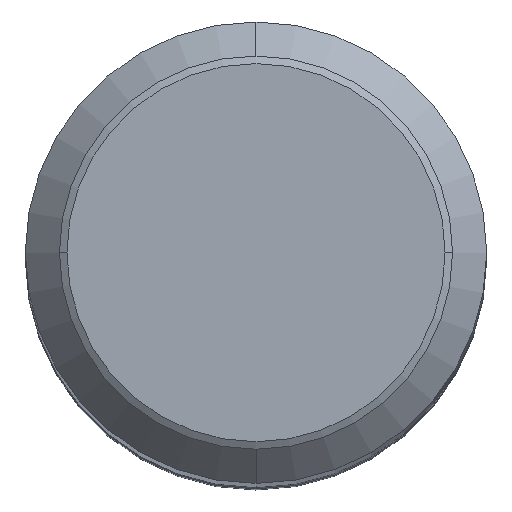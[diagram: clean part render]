
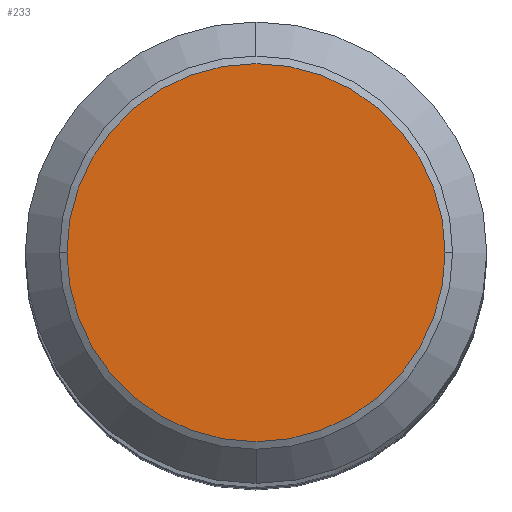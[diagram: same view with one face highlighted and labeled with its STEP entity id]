
A CAD part, top view. The second image highlights one B-rep face of the part: STEP entity #233.
In plain terms, the highlighted planar face has unit normal (0, 0, 1).
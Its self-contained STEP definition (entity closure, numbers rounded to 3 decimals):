
#147=EDGE_CURVE('',#179,#199,#341,.T.);
#155=EDGE_CURVE('',#199,#179,#350,.T.);
#179=VERTEX_POINT('',#377);
#199=VERTEX_POINT('',#399);
#233=ADVANCED_FACE('',(#437),#438,.T.);
#341=CIRCLE('',#552,2.459);
#350=CIRCLE('',#564,2.459);
#377=CARTESIAN_POINT('',(2.459,0.,41.5));
#399=CARTESIAN_POINT('',(-2.459,0.,41.5));
#437=FACE_OUTER_BOUND('',#676,.T.);
#438=PLANE('',#677);
#552=AXIS2_PLACEMENT_3D('',#816,#817,#818);
#564=AXIS2_PLACEMENT_3D('',#828,#829,#830);
#676=EDGE_LOOP('',(#936,#937));
#677=AXIS2_PLACEMENT_3D('',#938,#939,#940);
#816=CARTESIAN_POINT('',(0.,0.0,41.5));
#817=DIRECTION('',(0.0,0.0,1.0));
#818=DIRECTION('',(-1.0,0.,0.0));
#828=CARTESIAN_POINT('',(0.,0.0,41.5));
#829=DIRECTION('',(0.0,0.0,1.0));
#830=DIRECTION('',(-1.0,0.,0.0));
#936=ORIENTED_EDGE('',*,*,#155,.T.);
#937=ORIENTED_EDGE('',*,*,#147,.T.);
#938=CARTESIAN_POINT('',(0.,-1.25,41.5));
#939=DIRECTION('',(0.0,0.0,1.0));
#940=DIRECTION('',(0.,-1.0,0.0));
